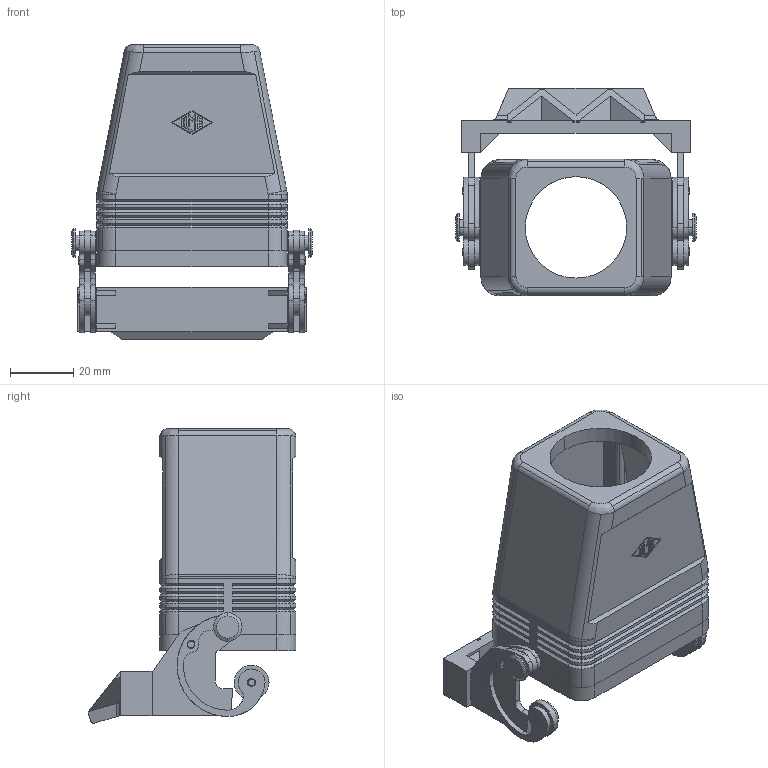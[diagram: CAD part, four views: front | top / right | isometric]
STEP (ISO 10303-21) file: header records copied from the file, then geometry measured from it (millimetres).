
FILE_DESCRIPTION((''),'2;1');
FILE_NAME('MFV 06 LG32.stp','2006-12-18T13:54:23',('gembarski'),(''),'Autodesk Inventor 7','Autodesk Inventor 7','');
FILE_SCHEMA(('AUTOMOTIVE_DESIGN { 1 0 10303 214 1 1 1 1 }'));
Length unit declared in the file: millimetre
Products named in the file (1): CAV Tüllengehäuse 1 Bügel für einen Einsatz
Bounding box: 76 x 65.59 x 92.84 mm (x, y, z)
Volume: 62933.7 mm3; surface area: 36511.9 mm2
Topology: 1 solids, 3 shells, 626 faces, 1577 edges, 976 vertices
Faces by surface type: plane 234, bspline 159, cylinder 155, cone 66, torus 8, sphere 4
Entity records: 20118 total; most frequent: CARTESIAN_POINT 5197, ORIENTED_EDGE 3138, DIRECTION 3097, EDGE_CURVE 1569, AXIS2_PLACEMENT_3D 1060, VECTOR 977, LINE 977, VERTEX_POINT 976
